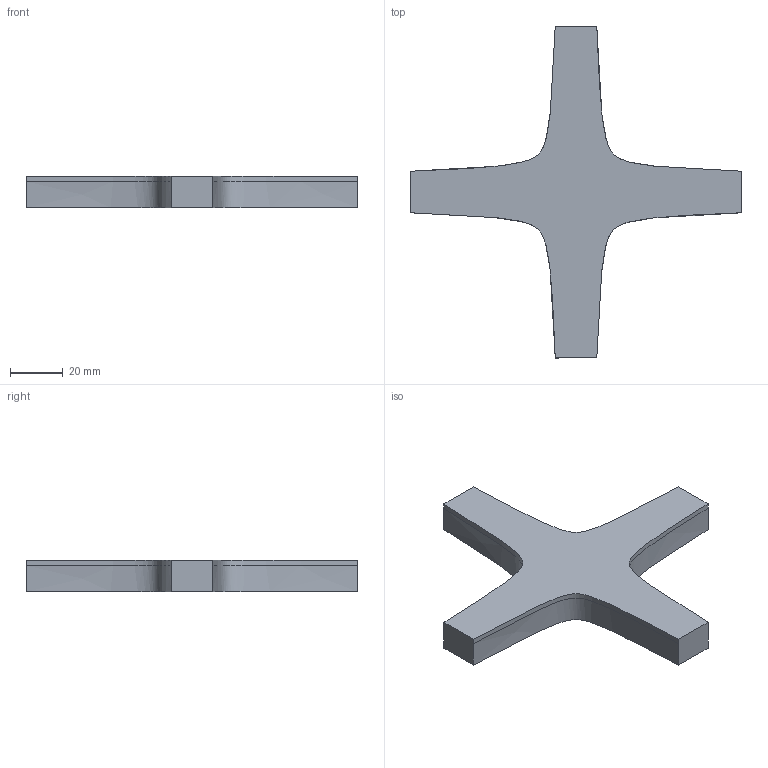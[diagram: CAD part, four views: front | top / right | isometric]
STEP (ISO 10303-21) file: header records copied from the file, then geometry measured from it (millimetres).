
FILE_DESCRIPTION (( 'STEP AP214' ), '1' );
FILE_NAME ('mold_gripper_CAD (1).STEP', '2019-07-23T10:42:53', ( '' ), ( '' ), 'SwSTEP 2.0', 'SolidWorks 2016', '' );
FILE_SCHEMA (( 'AUTOMOTIVE_DESIGN' ));
Length unit declared in the file: centimetre
Products named in the file (1): mold_gripper_CAD (1)
Bounding box: 126 x 126 x 12 mm (x, y, z)
Volume: 28504.9 mm3; surface area: 24109.9 mm2
Topology: 1 solids, 1 shells, 312 faces, 924 edges, 616 vertices
Faces by surface type: plane 296, bspline 12, cylinder 4
Entity records: 12130 total; most frequent: CARTESIAN_POINT 3821, ORIENTED_EDGE 1848, DIRECTION 1514, EDGE_CURVE 924, LINE 896, VECTOR 896, VERTEX_POINT 616, EDGE_LOOP 314
